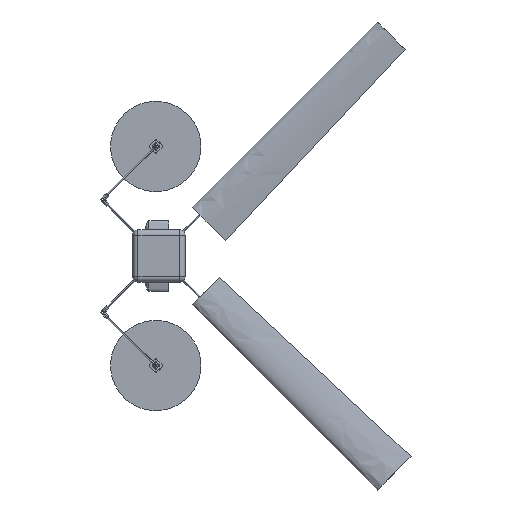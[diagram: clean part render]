
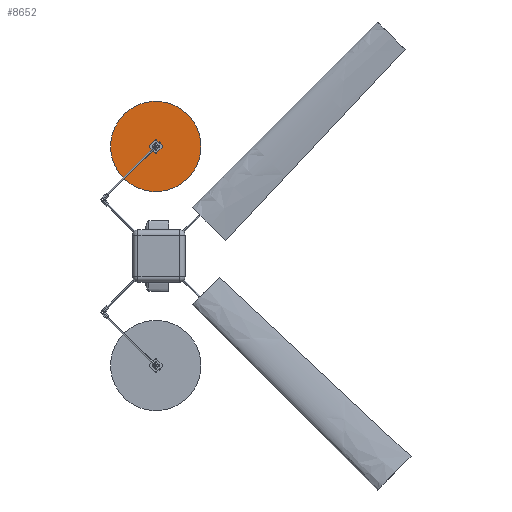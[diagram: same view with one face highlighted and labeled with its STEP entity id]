
A CAD part, top view. The second image highlights one B-rep face of the part: STEP entity #8652.
In plain terms, the highlighted planar face has unit normal (0, 0, 1).
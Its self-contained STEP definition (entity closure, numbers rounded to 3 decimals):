
#8547=CARTESIAN_POINT('',(0.,0.,17.78));
#8548=DIRECTION('',(0.,0.,1.));
#8549=DIRECTION('',(1.,0.,0.));
#8550=AXIS2_PLACEMENT_3D('',#8547,#8548,#8549);
#8552=CARTESIAN_POINT('',(0.,0.,17.78));
#8553=DIRECTION('',(0.,0.,1.));
#8554=DIRECTION('',(-1.,0.,0.));
#8555=AXIS2_PLACEMENT_3D('',#8552,#8553,#8554);
#8557=CARTESIAN_POINT('',(0.,0.,17.78));
#8558=DIRECTION('',(0.,0.,-1.));
#8559=DIRECTION('',(1.,0.,0.));
#8560=AXIS2_PLACEMENT_3D('',#8557,#8558,#8559);
#8562=CARTESIAN_POINT('',(0.,0.,17.78));
#8563=DIRECTION('',(0.,0.,-1.));
#8564=DIRECTION('',(-1.,0.,0.));
#8565=AXIS2_PLACEMENT_3D('',#8562,#8563,#8564);
#8579=CARTESIAN_POINT('',(215.9,0.,17.78));
#8580=CARTESIAN_POINT('',(-215.9,0.,17.78));
#8581=VERTEX_POINT('',#8579);
#8582=VERTEX_POINT('',#8580);
#8587=CARTESIAN_POINT('',(3.969,0.,17.78));
#8588=CARTESIAN_POINT('',(-3.969,0.,17.78));
#8589=VERTEX_POINT('',#8587);
#8590=VERTEX_POINT('',#8588);
#8637=CARTESIAN_POINT('',(0.,0.,17.78));
#8638=DIRECTION('',(0.,0.,1.));
#8639=DIRECTION('',(1.,0.,0.));
#8640=AXIS2_PLACEMENT_3D('',#8637,#8638,#8639);
#8641=PLANE('',#8640);
#8642=ORIENTED_EDGE('',*,*,#8617,.F.);
#8643=ORIENTED_EDGE('',*,*,#8631,.F.);
#8644=EDGE_LOOP('',(#8642,#8643));
#8645=FACE_OUTER_BOUND('',#8644,.F.);
#8647=ORIENTED_EDGE('',*,*,#8646,.F.);
#8649=ORIENTED_EDGE('',*,*,#8648,.F.);
#8650=EDGE_LOOP('',(#8647,#8649));
#8651=FACE_BOUND('',#8650,.F.);
#8652=ADVANCED_FACE('',(#8645,#8651),#8641,.T.);
#8551=CIRCLE('',#8550,215.9);
#8556=CIRCLE('',#8555,215.9);
#8561=CIRCLE('',#8560,3.969);
#8566=CIRCLE('',#8565,3.969);
#8617=EDGE_CURVE('',#8581,#8582,#8551,.T.);
#8631=EDGE_CURVE('',#8582,#8581,#8556,.T.);
#8646=EDGE_CURVE('',#8589,#8590,#8561,.T.);
#8648=EDGE_CURVE('',#8590,#8589,#8566,.T.);
